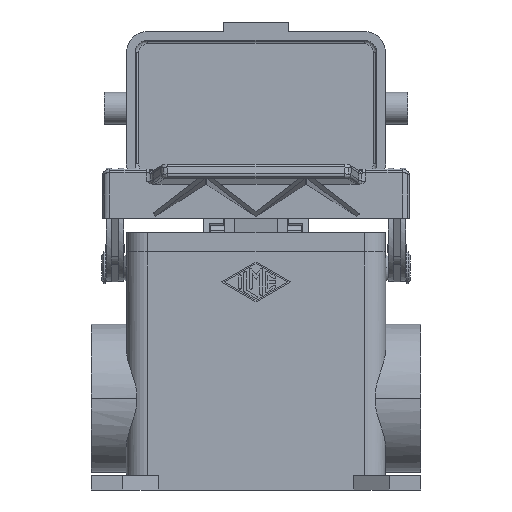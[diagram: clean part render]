
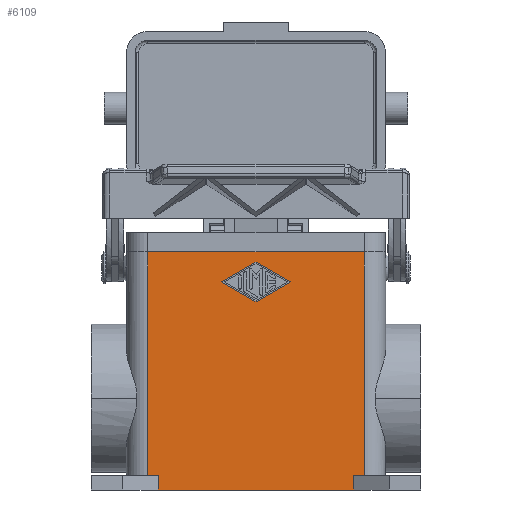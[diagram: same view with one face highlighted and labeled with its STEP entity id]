
A CAD part, front view. The second image highlights one B-rep face of the part: STEP entity #6109.
In plain terms, the highlighted planar face has unit normal (0, -1, 0).
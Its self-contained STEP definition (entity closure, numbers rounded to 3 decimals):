
#5267=CARTESIAN_POINT('',(-9.75,-21.75,15.));
#5268=VERTEX_POINT('',#5267);
#5275=CARTESIAN_POINT('',(0.,-21.75,9.375));
#5276=VERTEX_POINT('',#5275);
#5277=CARTESIAN_POINT('',(0.,-21.75,9.375));
#5278=DIRECTION('',(-0.866,0.0,0.5));
#5279=VECTOR('',#5278,11.256);
#5280=LINE('',#5277,#5279);
#5281=EDGE_CURVE('',#5276,#5268,#5280,.T.);
#5306=CARTESIAN_POINT('',(9.75,-21.75,15.));
#5307=VERTEX_POINT('',#5306);
#5308=CARTESIAN_POINT('',(9.75,-21.75,15.));
#5309=DIRECTION('',(-0.866,0.0,-0.5));
#5310=VECTOR('',#5309,11.256);
#5311=LINE('',#5308,#5310);
#5312=EDGE_CURVE('',#5307,#5276,#5311,.T.);
#5337=CARTESIAN_POINT('',(0.,-21.75,20.625));
#5338=VERTEX_POINT('',#5337);
#5339=CARTESIAN_POINT('',(0.,-21.75,20.625));
#5340=DIRECTION('',(0.866,0.0,-0.5));
#5341=VECTOR('',#5340,11.256);
#5342=LINE('',#5339,#5341);
#5343=EDGE_CURVE('',#5338,#5307,#5342,.T.);
#5366=CARTESIAN_POINT('',(-9.75,-21.75,15.));
#5367=DIRECTION('',(0.866,0.0,0.5));
#5368=VECTOR('',#5367,11.256);
#5369=LINE('',#5366,#5368);
#5370=EDGE_CURVE('',#5268,#5338,#5369,.T.);
#6032=CARTESIAN_POINT('',(27.75,-21.75,-44.0));
#6033=DIRECTION('',(0.0,-1.0,0.0));
#6034=DIRECTION('',(0.0,0.0,-1.0));
#6035=AXIS2_PLACEMENT_3D('',#6032,#6033,#6034);
#6036=PLANE('',#6035);
#6037=CARTESIAN_POINT('',(-27.75,-21.75,-44.0));
#6038=VERTEX_POINT('',#6037);
#6039=CARTESIAN_POINT('',(-27.75,-21.75,-40.0));
#6040=VERTEX_POINT('',#6039);
#6041=CARTESIAN_POINT('',(-27.75,-21.75,-44.0));
#6042=DIRECTION('',(0.0,0.0,1.0));
#6043=VECTOR('',#6042,4.0);
#6044=LINE('',#6041,#6043);
#6045=EDGE_CURVE('',#6038,#6040,#6044,.T.);
#6046=ORIENTED_EDGE('',*,*,#6045,.F.);
#6047=CARTESIAN_POINT('',(27.75,-21.75,-44.0));
#6048=VERTEX_POINT('',#6047);
#6049=CARTESIAN_POINT('',(27.75,-21.75,-44.0));
#6050=DIRECTION('',(-1.0,0.0,0.0));
#6051=VECTOR('',#6050,55.5);
#6052=LINE('',#6049,#6051);
#6053=EDGE_CURVE('',#6048,#6038,#6052,.T.);
#6054=ORIENTED_EDGE('',*,*,#6053,.F.);
#6055=CARTESIAN_POINT('',(27.75,-21.75,-40.0));
#6056=VERTEX_POINT('',#6055);
#6057=CARTESIAN_POINT('',(27.75,-21.75,-44.0));
#6058=DIRECTION('',(0.0,0.0,1.0));
#6059=VECTOR('',#6058,4.0);
#6060=LINE('',#6057,#6059);
#6061=EDGE_CURVE('',#6048,#6056,#6060,.T.);
#6062=ORIENTED_EDGE('',*,*,#6061,.T.);
#6063=CARTESIAN_POINT('',(30.75,-21.75,-40.0));
#6064=VERTEX_POINT('',#6063);
#6065=CARTESIAN_POINT('',(30.75,-21.75,-40.0));
#6066=DIRECTION('',(-1.0,0.0,0.0));
#6067=VECTOR('',#6066,3.);
#6068=LINE('',#6065,#6067);
#6069=EDGE_CURVE('',#6064,#6056,#6068,.T.);
#6070=ORIENTED_EDGE('',*,*,#6069,.F.);
#6071=CARTESIAN_POINT('',(30.75,-21.75,23.5));
#6072=VERTEX_POINT('',#6071);
#6073=CARTESIAN_POINT('',(30.75,-21.75,-40.0));
#6074=DIRECTION('',(0.0,0.0,1.0));
#6075=VECTOR('',#6074,63.5);
#6076=LINE('',#6073,#6075);
#6077=EDGE_CURVE('',#6064,#6072,#6076,.T.);
#6078=ORIENTED_EDGE('',*,*,#6077,.T.);
#6079=CARTESIAN_POINT('',(-30.75,-21.75,23.5));
#6080=VERTEX_POINT('',#6079);
#6081=CARTESIAN_POINT('',(30.75,-21.75,23.5));
#6082=DIRECTION('',(-1.0,0.0,0.0));
#6083=VECTOR('',#6082,61.5);
#6084=LINE('',#6081,#6083);
#6085=EDGE_CURVE('',#6072,#6080,#6084,.T.);
#6086=ORIENTED_EDGE('',*,*,#6085,.T.);
#6087=CARTESIAN_POINT('',(-30.75,-21.75,-40.0));
#6088=VERTEX_POINT('',#6087);
#6089=CARTESIAN_POINT('',(-30.75,-21.75,-40.0));
#6090=DIRECTION('',(0.0,0.0,1.0));
#6091=VECTOR('',#6090,63.5);
#6092=LINE('',#6089,#6091);
#6093=EDGE_CURVE('',#6088,#6080,#6092,.T.);
#6094=ORIENTED_EDGE('',*,*,#6093,.F.);
#6095=CARTESIAN_POINT('',(-27.75,-21.75,-40.0));
#6096=DIRECTION('',(-1.0,0.0,0.0));
#6097=VECTOR('',#6096,3.);
#6098=LINE('',#6095,#6097);
#6099=EDGE_CURVE('',#6040,#6088,#6098,.T.);
#6100=ORIENTED_EDGE('',*,*,#6099,.F.);
#6101=EDGE_LOOP('',(#6046,#6054,#6062,#6070,#6078,#6086,#6094,#6100));
#6102=FACE_OUTER_BOUND('',#6101,.T.);
#6103=ORIENTED_EDGE('',*,*,#5281,.T.);
#6104=ORIENTED_EDGE('',*,*,#5370,.T.);
#6105=ORIENTED_EDGE('',*,*,#5343,.T.);
#6106=ORIENTED_EDGE('',*,*,#5312,.T.);
#6107=EDGE_LOOP('',(#6103,#6104,#6105,#6106));
#6108=FACE_BOUND('',#6107,.T.);
#6109=ADVANCED_FACE('',(#6102,#6108),#6036,.T.);
